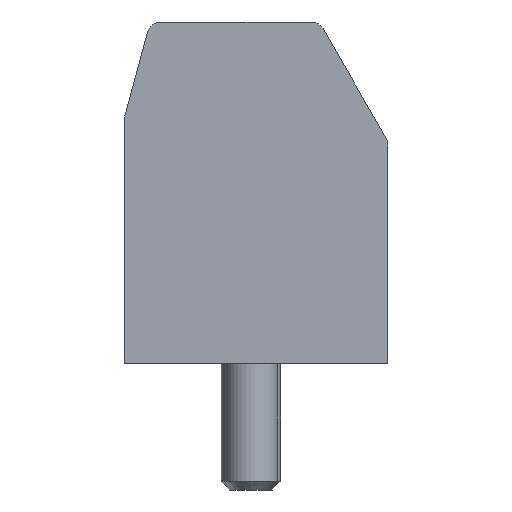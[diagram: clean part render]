
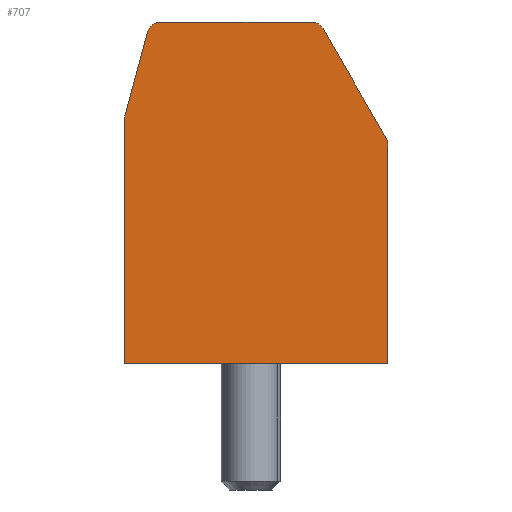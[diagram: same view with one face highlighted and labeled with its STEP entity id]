
A CAD part, left-side view. The second image highlights one B-rep face of the part: STEP entity #707.
In plain terms, the highlighted planar face has unit normal (-1, 0, 0).
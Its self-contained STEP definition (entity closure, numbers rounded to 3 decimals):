
#39=CIRCLE('',#734,0.4);
#44=CIRCLE('',#742,0.4);
#45=CIRCLE('',#744,0.4);
#46=CIRCLE('',#747,0.4);
#111=FACE_OUTER_BOUND('',#155,.T.);
#155=EDGE_LOOP('',(#623,#624,#625,#626,#627,#628,#629,#630,#631,#632));
#191=LINE('',#1071,#259);
#197=LINE('',#1086,#265);
#199=LINE('',#1092,#267);
#223=LINE('',#1180,#291);
#224=LINE('',#1183,#292);
#226=LINE('',#1186,#294);
#259=VECTOR('',#859,10.);
#265=VECTOR('',#875,10.);
#267=VECTOR('',#883,10.);
#291=VECTOR('',#981,10.);
#292=VECTOR('',#984,10.);
#294=VECTOR('',#988,10.);
#311=VERTEX_POINT('',#1043);
#312=VERTEX_POINT('',#1044);
#323=VERTEX_POINT('',#1070);
#324=VERTEX_POINT('',#1074);
#325=VERTEX_POINT('',#1078);
#326=VERTEX_POINT('',#1080);
#327=VERTEX_POINT('',#1084);
#328=VERTEX_POINT('',#1088);
#355=VERTEX_POINT('',#1178);
#356=VERTEX_POINT('',#1182);
#381=EDGE_CURVE('',#311,#312,#39,.T.);
#394=EDGE_CURVE('',#312,#323,#191,.T.);
#396=EDGE_CURVE('',#323,#324,#44,.T.);
#399=EDGE_CURVE('',#325,#326,#45,.T.);
#402=EDGE_CURVE('',#327,#325,#197,.T.);
#403=EDGE_CURVE('',#328,#327,#46,.T.);
#405=EDGE_CURVE('',#324,#328,#199,.T.);
#447=EDGE_CURVE('',#355,#311,#223,.T.);
#448=EDGE_CURVE('',#356,#326,#224,.T.);
#450=EDGE_CURVE('',#355,#356,#226,.T.);
#623=ORIENTED_EDGE('',*,*,#381,.F.);
#624=ORIENTED_EDGE('',*,*,#447,.F.);
#625=ORIENTED_EDGE('',*,*,#450,.T.);
#626=ORIENTED_EDGE('',*,*,#448,.T.);
#627=ORIENTED_EDGE('',*,*,#399,.F.);
#628=ORIENTED_EDGE('',*,*,#402,.F.);
#629=ORIENTED_EDGE('',*,*,#403,.F.);
#630=ORIENTED_EDGE('',*,*,#405,.F.);
#631=ORIENTED_EDGE('',*,*,#396,.F.);
#632=ORIENTED_EDGE('',*,*,#394,.F.);
#667=PLANE('',#787);
#707=ADVANCED_FACE('',(#111),#667,.T.);
#734=AXIS2_PLACEMENT_3D('',#1045,#837,#838);
#742=AXIS2_PLACEMENT_3D('',#1075,#863,#864);
#744=AXIS2_PLACEMENT_3D('',#1081,#869,#870);
#747=AXIS2_PLACEMENT_3D('',#1089,#878,#879);
#787=AXIS2_PLACEMENT_3D('',#1185,#986,#987);
#837=DIRECTION('center_axis',(1.,0.,0.));
#838=DIRECTION('ref_axis',(0.,0.991,0.131));
#859=DIRECTION('',(0.,-0.259,0.966));
#863=DIRECTION('center_axis',(1.,0.,0.));
#864=DIRECTION('ref_axis',(0.,0.609,0.793));
#869=DIRECTION('center_axis',(1.,0.,0.));
#870=DIRECTION('ref_axis',(0.,-0.966,0.259));
#875=DIRECTION('',(0.,-0.5,-0.866));
#878=DIRECTION('center_axis',(1.,0.,0.));
#879=DIRECTION('ref_axis',(0.,-0.5,0.866));
#883=DIRECTION('',(0.,-1.,0.));
#981=DIRECTION('',(0.,0.,1.));
#984=DIRECTION('',(0.,0.,1.));
#986=DIRECTION('center_axis',(-1.,0.,0.));
#987=DIRECTION('ref_axis',(0.,-1.,0.));
#988=DIRECTION('',(0.,-1.,0.));
#1043=CARTESIAN_POINT('',(0.,7.7,7.148));
#1044=CARTESIAN_POINT('',(0.,7.686,7.252));
#1045=CARTESIAN_POINT('Origin',(0.,7.3,7.148));
#1070=CARTESIAN_POINT('',(0.,7.029,9.704));
#1071=CARTESIAN_POINT('',(0.,8.413,4.541));
#1074=CARTESIAN_POINT('',(0.,6.643,10.));
#1075=CARTESIAN_POINT('Origin',(0.,6.643,9.6));
#1078=CARTESIAN_POINT('',(0.,0.054,6.629));
#1080=CARTESIAN_POINT('',(0.,0.,6.429));
#1081=CARTESIAN_POINT('Origin',(0.,0.4,6.429));
#1084=CARTESIAN_POINT('',(0.,1.885,9.8));
#1086=CARTESIAN_POINT('',(0.,0.047,6.618));
#1088=CARTESIAN_POINT('',(0.,2.231,10.));
#1089=CARTESIAN_POINT('Origin',(0.,2.231,9.6));
#1092=CARTESIAN_POINT('',(0.,7.7,10.));
#1178=CARTESIAN_POINT('',(0.,7.7,0.));
#1180=CARTESIAN_POINT('',(0.,7.7,0.));
#1182=CARTESIAN_POINT('',(0.,0.,0.));
#1183=CARTESIAN_POINT('',(0.,0.,0.));
#1185=CARTESIAN_POINT('Origin',(0.,7.7,0.));
#1186=CARTESIAN_POINT('',(0.,7.7,0.));
